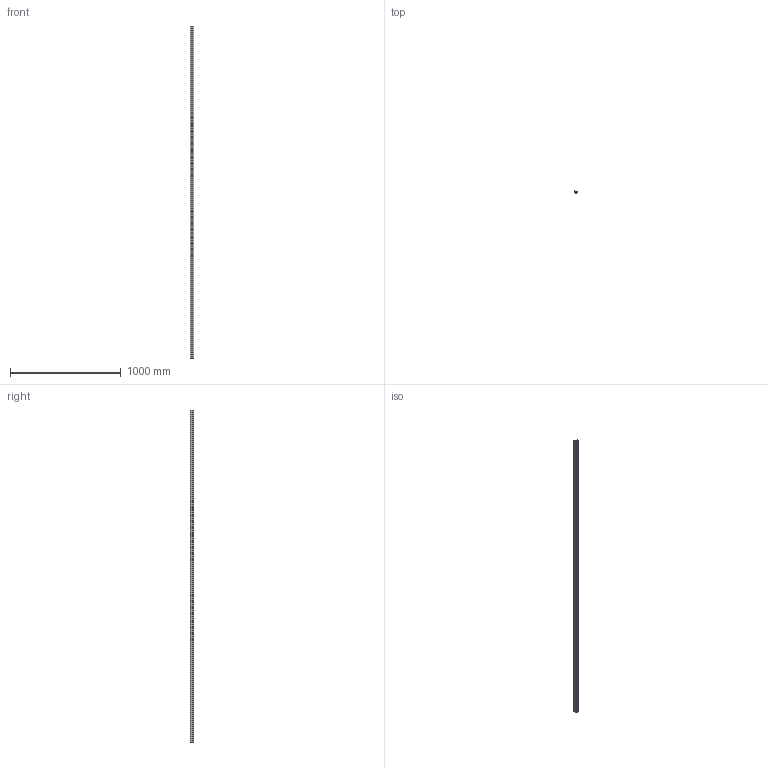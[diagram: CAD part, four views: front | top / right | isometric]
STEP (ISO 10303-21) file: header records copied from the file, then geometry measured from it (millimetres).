
FILE_DESCRIPTION (( 'STEP AP214' ), '1' );
FILE_NAME ('Rexnord-S0766-609013.STEP', '2021-11-22T11:40:05', ( '' ), ( '' ), 'SwSTEP 2.0', 'SolidWorks 2021', '' );
FILE_SCHEMA (( 'AUTOMOTIVE_DESIGN' ));
Length unit declared in the file: millimetre
Products named in the file (1): Rexnord-S0766-609013
Bounding box: 31.8 x 30.7 x 3000 mm (x, y, z)
Volume: 1451789.4 mm3; surface area: 588724.6 mm2
Topology: 2 solids, 2 shells, 37 faces, 99 edges, 66 vertices
Faces by surface type: plane 22, cylinder 15
Entity records: 1613 total; most frequent: DIRECTION 205, CARTESIAN_POINT 203, ORIENTED_EDGE 198, EDGE_CURVE 99, VECTOR 69, LINE 69, AXIS2_PLACEMENT_3D 68, VERTEX_POINT 66
